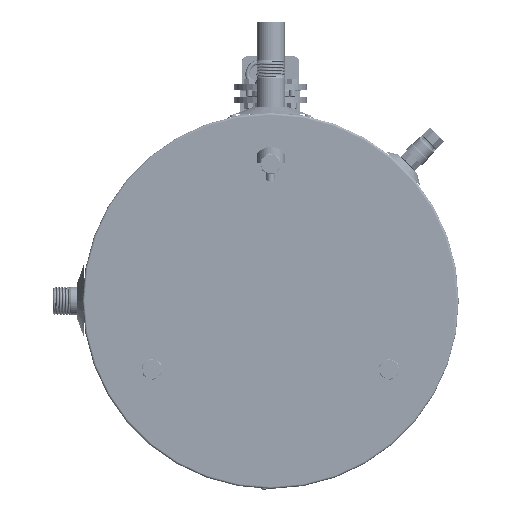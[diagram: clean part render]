
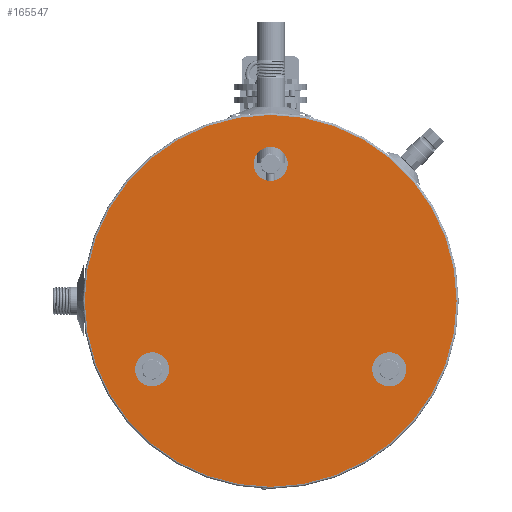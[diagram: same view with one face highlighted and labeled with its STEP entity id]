
A CAD part, front view. The second image highlights one B-rep face of the part: STEP entity #165547.
In plain terms, the highlighted planar face has unit normal (0, -1, 0).
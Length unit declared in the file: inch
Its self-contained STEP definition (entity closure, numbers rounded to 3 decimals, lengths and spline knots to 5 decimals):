
#1418 = DIRECTION ( 'NONE',  ( 0., 1., 0. ) ) ;
#1844 = DIRECTION ( 'NONE',  ( 0., 0., 1. ) ) ;
#1924 = VERTEX_POINT ( 'NONE', #120460 ) ;
#2946 = AXIS2_PLACEMENT_3D ( 'NONE', #126972, #85878, #150981 ) ;
#10273 = CARTESIAN_POINT ( 'NONE',  ( -6.95469, 1.4275, -3.01529 ) ) ;
#12286 = ORIENTED_EDGE ( 'NONE', *, *, #224478, .T. ) ;
#14156 = ORIENTED_EDGE ( 'NONE', *, *, #34960, .T. ) ;
#14839 = CARTESIAN_POINT ( 'NONE',  ( 6.95469, 1.4275, -3.01529 ) ) ;
#19743 = AXIS2_PLACEMENT_3D ( 'NONE', #170325, #21688, #1844 ) ;
#20959 = DIRECTION ( 'NONE',  ( 0., 1., 0. ) ) ;
#21508 = CIRCLE ( 'NONE', #2946, 1. ) ;
#21688 = DIRECTION ( 'NONE',  ( 0., 1., 0. ) ) ;
#22823 = AXIS2_PLACEMENT_3D ( 'NONE', #225218, #28573, #271910 ) ;
#27385 = VERTEX_POINT ( 'NONE', #50991 ) ;
#28573 = DIRECTION ( 'NONE',  ( 0., -1., 0. ) ) ;
#34960 = EDGE_CURVE ( 'NONE', #85221, #243735, #149103, .T. ) ;
#36137 = AXIS2_PLACEMENT_3D ( 'NONE', #150237, #92066, #114700 ) ;
#40321 = CIRCLE ( 'NONE', #153506, 1. ) ;
#42613 = ORIENTED_EDGE ( 'NONE', *, *, #163411, .T. ) ;
#50991 = CARTESIAN_POINT ( 'NONE',  ( -6.95469, 1.4275, -5.01529 ) ) ;
#54289 = ORIENTED_EDGE ( 'NONE', *, *, #197654, .T. ) ;
#60472 = EDGE_LOOP ( 'NONE', ( #14156, #191417 ) ) ;
#66279 = DIRECTION ( 'NONE',  ( 0., 0., 1. ) ) ;
#67637 = ORIENTED_EDGE ( 'NONE', *, *, #173647, .T. ) ;
#72077 = VERTEX_POINT ( 'NONE', #117606 ) ;
#74623 = PLANE ( 'NONE',  #19743 ) ;
#76079 = AXIS2_PLACEMENT_3D ( 'NONE', #228181, #252256, #167304 ) ;
#81894 = CARTESIAN_POINT ( 'NONE',  ( 0., 1.4275, -10.905 ) ) ;
#85221 = VERTEX_POINT ( 'NONE', #14839 ) ;
#85878 = DIRECTION ( 'NONE',  ( 0., 1., 0. ) ) ;
#86520 = CARTESIAN_POINT ( 'NONE',  ( 0., 1.4275, 0. ) ) ;
#88751 = CARTESIAN_POINT ( 'NONE',  ( 0., 1.4275, 7.03058 ) ) ;
#89588 = VERTEX_POINT ( 'NONE', #88751 ) ;
#92066 = DIRECTION ( 'NONE',  ( 0., 1., 0. ) ) ;
#95140 = EDGE_CURVE ( 'NONE', #72077, #205091, #129306, .T. ) ;
#100117 = DIRECTION ( 'NONE',  ( 0., 1., 0. ) ) ;
#106335 = DIRECTION ( 'NONE',  ( 0., -1., 0. ) ) ;
#108905 = AXIS2_PLACEMENT_3D ( 'NONE', #192229, #20959, #66279 ) ;
#111917 = DIRECTION ( 'NONE',  ( 0., 0., -1. ) ) ;
#114700 = DIRECTION ( 'NONE',  ( 0., 0., 1. ) ) ;
#115420 = CARTESIAN_POINT ( 'NONE',  ( 6.95469, 1.4275, -5.01529 ) ) ;
#117606 = CARTESIAN_POINT ( 'NONE',  ( 0., 1.4275, 10.905 ) ) ;
#120460 = CARTESIAN_POINT ( 'NONE',  ( 0., 1.4275, 9.03058 ) ) ;
#126972 = CARTESIAN_POINT ( 'NONE',  ( 0., 1.4275, 8.03058 ) ) ;
#129306 = CIRCLE ( 'NONE', #138202, 10.905 ) ;
#135590 = ORIENTED_EDGE ( 'NONE', *, *, #180738, .T. ) ;
#138202 = AXIS2_PLACEMENT_3D ( 'NONE', #86520, #106335, #111917 ) ;
#140447 = CIRCLE ( 'NONE', #108905, 1. ) ;
#149103 = CIRCLE ( 'NONE', #36137, 1. ) ;
#150237 = CARTESIAN_POINT ( 'NONE',  ( 6.95469, 1.4275, -4.01529 ) ) ;
#150981 = DIRECTION ( 'NONE',  ( 0., 0., 1. ) ) ;
#151867 = EDGE_LOOP ( 'NONE', ( #54289, #135590 ) ) ;
#153506 = AXIS2_PLACEMENT_3D ( 'NONE', #195313, #1418, #259060 ) ;
#163411 = EDGE_CURVE ( 'NONE', #205091, #72077, #266913, .T. ) ;
#165547 = ADVANCED_FACE ( 'NONE', ( #245805, #182166, #268507, #225952 ), #74623, .F. ) ;
#167304 = DIRECTION ( 'NONE',  ( 0., 0., 1. ) ) ;
#168037 = CARTESIAN_POINT ( 'NONE',  ( 6.95469, 1.4275, -4.01529 ) ) ;
#170325 = CARTESIAN_POINT ( 'NONE',  ( 0., 1.4275, 0. ) ) ;
#170592 = AXIS2_PLACEMENT_3D ( 'NONE', #168037, #100117, #186509 ) ;
#173647 = EDGE_CURVE ( 'NONE', #1924, #89588, #40321, .T. ) ;
#180738 = EDGE_CURVE ( 'NONE', #27385, #191303, #140447, .T. ) ;
#182166 = FACE_BOUND ( 'NONE', #60472, .T. ) ;
#186509 = DIRECTION ( 'NONE',  ( 0., 0., 1. ) ) ;
#189183 = CIRCLE ( 'NONE', #76079, 1. ) ;
#191303 = VERTEX_POINT ( 'NONE', #10273 ) ;
#191417 = ORIENTED_EDGE ( 'NONE', *, *, #217116, .T. ) ;
#192229 = CARTESIAN_POINT ( 'NONE',  ( -6.95469, 1.4275, -4.01529 ) ) ;
#195313 = CARTESIAN_POINT ( 'NONE',  ( 0., 1.4275, 8.03058 ) ) ;
#197654 = EDGE_CURVE ( 'NONE', #191303, #27385, #189183, .T. ) ;
#205091 = VERTEX_POINT ( 'NONE', #81894 ) ;
#211342 = CIRCLE ( 'NONE', #170592, 1. ) ;
#217116 = EDGE_CURVE ( 'NONE', #243735, #85221, #211342, .T. ) ;
#217817 = EDGE_LOOP ( 'NONE', ( #67637, #12286 ) ) ;
#221254 = ORIENTED_EDGE ( 'NONE', *, *, #95140, .T. ) ;
#224478 = EDGE_CURVE ( 'NONE', #89588, #1924, #21508, .T. ) ;
#225218 = CARTESIAN_POINT ( 'NONE',  ( 0., 1.4275, 0. ) ) ;
#225952 = FACE_OUTER_BOUND ( 'NONE', #277997, .T. ) ;
#228181 = CARTESIAN_POINT ( 'NONE',  ( -6.95469, 1.4275, -4.01529 ) ) ;
#243735 = VERTEX_POINT ( 'NONE', #115420 ) ;
#245805 = FACE_BOUND ( 'NONE', #151867, .T. ) ;
#252256 = DIRECTION ( 'NONE',  ( 0., 1., 0. ) ) ;
#259060 = DIRECTION ( 'NONE',  ( 0., 0., 1. ) ) ;
#266913 = CIRCLE ( 'NONE', #22823, 10.905 ) ;
#268507 = FACE_BOUND ( 'NONE', #217817, .T. ) ;
#271910 = DIRECTION ( 'NONE',  ( 0., 0., -1. ) ) ;
#277997 = EDGE_LOOP ( 'NONE', ( #42613, #221254 ) ) ;
